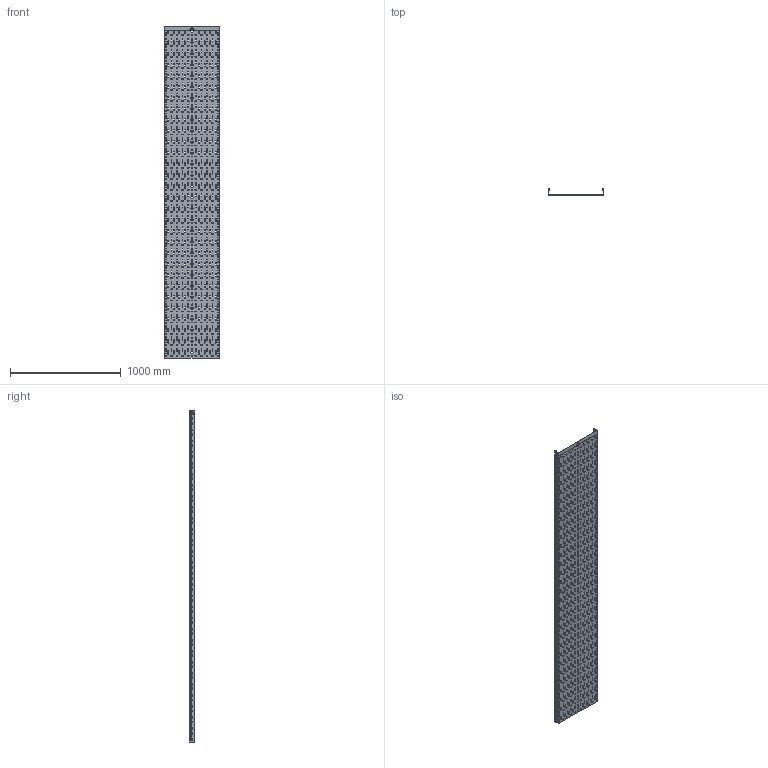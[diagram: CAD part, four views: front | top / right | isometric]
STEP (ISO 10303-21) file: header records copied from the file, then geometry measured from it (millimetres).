
FILE_DESCRIPTION(/* description */ (''),/* implementation_level */ '2;1');
FILE_NAME(/* name */ 'LPplus50x500x1.0x3000.ipt.stp',/* time_stamp */ '2023-05-26T12:32:52+03:00',/* author */ ('Ртищев А.О.'),/* organization */ (''),/* preprocessor_version */ 'ST-DEVELOPER v19.2',/* originating_system */ 'Autodesk Inventor 2023',/* authorisation */ '');
FILE_SCHEMA (('AUTOMOTIVE_DESIGN { 1 0 10303 214 3 1 1 }'));
Products named in the file (1): LPplus
Bounding box: 499.95 x 51.5 x 3000 mm (x, y, z)
Volume: 1716883.9 mm3; surface area: 3500264.6 mm2
Topology: 1 solids, 1 shells, 4281 faces, 12777 edges, 8478 vertices
Faces by surface type: cylinder 2142, plane 2107, bspline 32
Full cylindrical faces by diameter (mm): 20 x29
Entity records: 153595 total; most frequent: CARTESIAN_POINT 25875, DIRECTION 25581, ORIENTED_EDGE 25554, EDGE_CURVE 12777, AXIS2_PLACEMENT_3D 8568, VERTEX_POINT 8478, LINE 8445, VECTOR 8445
